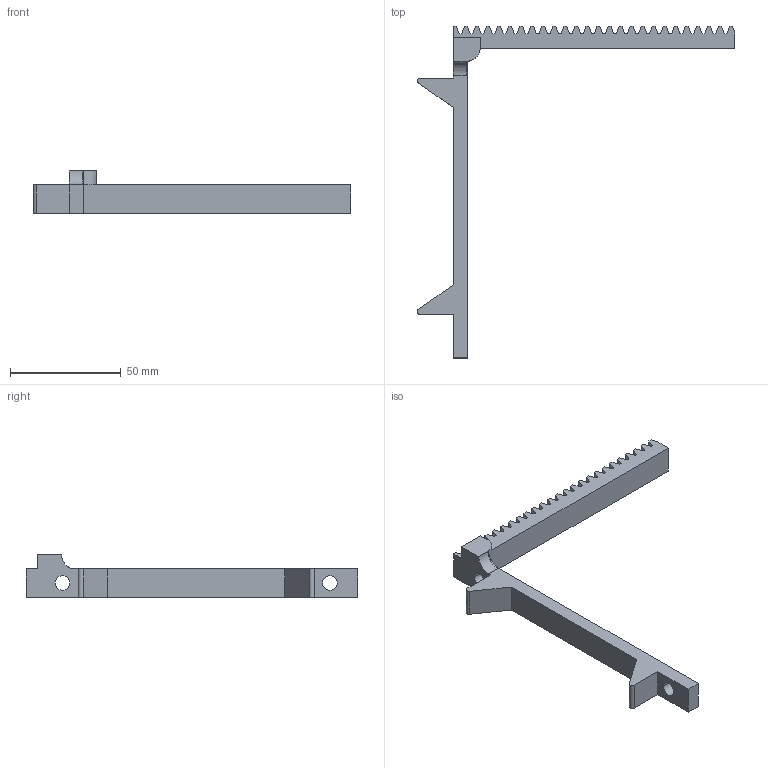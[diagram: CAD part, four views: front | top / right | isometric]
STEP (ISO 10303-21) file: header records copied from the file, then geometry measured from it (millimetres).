
FILE_DESCRIPTION (( 'STEP AP214' ), '1' );
FILE_NAME ('1x DESTACKER V2 1. Pusher.STEP', '2024-07-03T04:38:21', ( '' ), ( '' ), 'SwSTEP 2.0', 'SolidWorks 2023', '' );
FILE_SCHEMA (( 'AUTOMOTIVE_DESIGN' ));
Length unit declared in the file: inch
Products named in the file (1): 1x DESTACKER V2 1. Pusher
Bounding box: 143.29 x 149.86 x 19.05 mm (x, y, z)
Volume: 28546.4 mm3; surface area: 14058.3 mm2
Topology: 1 solids, 1 shells, 179 faces, 529 edges, 352 vertices
Faces by surface type: plane 120, cylinder 58, torus 1
Entity records: 6020 total; most frequent: CARTESIAN_POINT 1082, ORIENTED_EDGE 1058, DIRECTION 1007, EDGE_CURVE 529, VECTOR 409, LINE 409, VERTEX_POINT 352, AXIS2_PLACEMENT_3D 299
